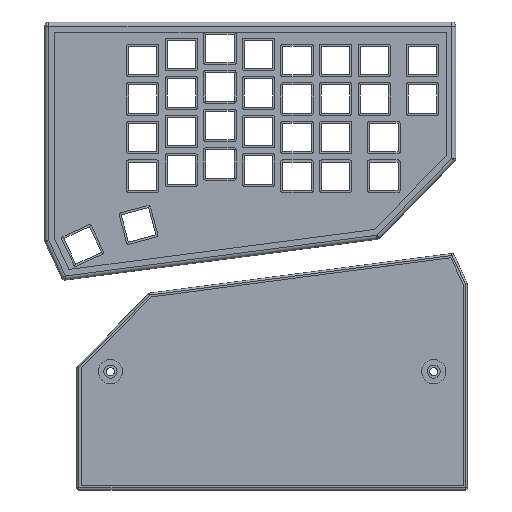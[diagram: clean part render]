
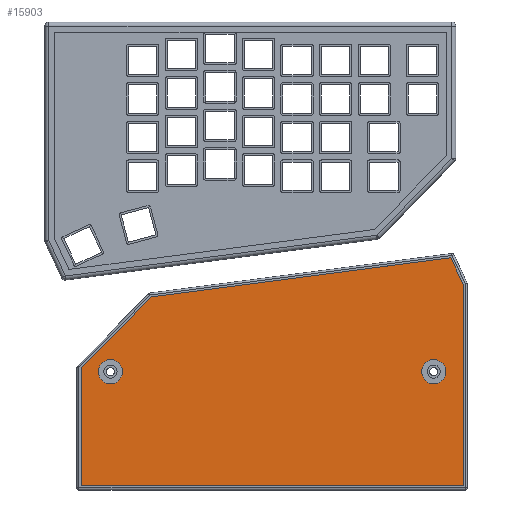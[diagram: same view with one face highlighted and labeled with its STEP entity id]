
A CAD part, top view. The second image highlights one B-rep face of the part: STEP entity #15903.
In plain terms, the highlighted planar face has unit normal (0, 0, 1).
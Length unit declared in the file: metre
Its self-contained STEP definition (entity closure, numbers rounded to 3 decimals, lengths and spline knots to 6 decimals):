
#34=LINE('',#23898,#1752);
#38=LINE('',#23907,#1756);
#41=LINE('',#23913,#1759);
#44=LINE('',#23919,#1762);
#47=LINE('',#23925,#1765);
#50=LINE('',#23936,#1768);
#1752=VECTOR('',#19018,1.);
#1756=VECTOR('',#19024,1.);
#1759=VECTOR('',#19029,1.);
#1762=VECTOR('',#19034,1.);
#1765=VECTOR('',#19039,1.);
#1768=VECTOR('',#19050,1.);
#3581=PLANE('',#17386);
#4220=ORIENTED_EDGE('',*,*,#8864,.F.);
#4221=ORIENTED_EDGE('',*,*,#8868,.F.);
#4222=ORIENTED_EDGE('',*,*,#8871,.F.);
#4223=ORIENTED_EDGE('',*,*,#8874,.F.);
#4224=ORIENTED_EDGE('',*,*,#8877,.F.);
#4225=ORIENTED_EDGE('',*,*,#8882,.F.);
#4226=ORIENTED_EDGE('',*,*,#8881,.F.);
#4227=ORIENTED_EDGE('',*,*,#8885,.F.);
#8864=EDGE_CURVE('',#11214,#11215,#34,.T.);
#8868=EDGE_CURVE('',#11218,#11214,#38,.T.);
#8871=EDGE_CURVE('',#11220,#11218,#41,.T.);
#8874=EDGE_CURVE('',#11222,#11220,#44,.T.);
#8877=EDGE_CURVE('',#11224,#11222,#47,.T.);
#8881=EDGE_CURVE('',#11227,#11227,#12771,.T.);
#8882=EDGE_CURVE('',#11215,#11224,#50,.T.);
#8885=EDGE_CURVE('',#11229,#11229,#12773,.T.);
#11214=VERTEX_POINT('',#23899);
#11215=VERTEX_POINT('',#23900);
#11218=VERTEX_POINT('',#23908);
#11220=VERTEX_POINT('',#23914);
#11222=VERTEX_POINT('',#23920);
#11224=VERTEX_POINT('',#23926);
#11227=VERTEX_POINT('',#23934);
#11229=VERTEX_POINT('',#23942);
#12771=CIRCLE('',#17380,0.00325);
#12773=CIRCLE('',#17384,0.00325);
#13435=EDGE_LOOP('',(#4220,#4221,#4222,#4223,#4224,#4225));
#13436=EDGE_LOOP('',(#4226));
#13437=EDGE_LOOP('',(#4227));
#14525=FACE_BOUND('',#13435,.T.);
#14526=FACE_BOUND('',#13436,.T.);
#14527=FACE_BOUND('',#13437,.T.);
#15903=ADVANCED_FACE('',(#14525,#14526,#14527),#3581,.T.);
#17380=AXIS2_PLACEMENT_3D('',#23933,#19046,#19047);
#17384=AXIS2_PLACEMENT_3D('',#23941,#19056,#19057);
#17386=AXIS2_PLACEMENT_3D('',#23944,#19060,#19061);
#19018=DIRECTION('',(0.,1.,0.));
#19024=DIRECTION('',(-1.,0.,0.));
#19029=DIRECTION('',(0.,-1.,0.));
#19034=DIRECTION('',(0.423,-0.906,0.));
#19039=DIRECTION('',(0.992,0.13,0.));
#19046=DIRECTION('',(0.,0.,1.));
#19047=DIRECTION('',(1.,0.,0.));
#19050=DIRECTION('',(0.697,0.717,0.));
#19056=DIRECTION('',(0.,0.,1.));
#19057=DIRECTION('',(1.,0.,0.));
#19060=DIRECTION('',(0.,0.,1.));
#19061=DIRECTION('',(1.,0.,0.));
#23898=CARTESIAN_POINT('',(0.176259,-0.136341,-0.001));
#23899=CARTESIAN_POINT('',(0.176259,-0.165308,-0.001));
#23900=CARTESIAN_POINT('',(0.176259,-0.107375,-0.001));
#23907=CARTESIAN_POINT('',(0.270634,-0.165308,-0.001));
#23908=CARTESIAN_POINT('',(0.365009,-0.165308,-0.001));
#23913=CARTESIAN_POINT('',(0.365009,-0.11553,-0.001));
#23914=CARTESIAN_POINT('',(0.365009,-0.065751,-0.001));
#23919=CARTESIAN_POINT('',(0.361944,-0.059179,-0.001));
#23920=CARTESIAN_POINT('',(0.35888,-0.052606,-0.001));
#23925=CARTESIAN_POINT('',(0.28478,-0.062306,-0.001));
#23926=CARTESIAN_POINT('',(0.21068,-0.072006,-0.001));
#23933=CARTESIAN_POINT('',(0.190809,-0.10887,-0.001));
#23934=CARTESIAN_POINT('',(0.194059,-0.10887,-0.001));
#23936=CARTESIAN_POINT('',(0.193469,-0.08969,-0.001));
#23941=CARTESIAN_POINT('',(0.350459,-0.10887,-0.001));
#23942=CARTESIAN_POINT('',(0.353709,-0.10887,-0.001));
#23944=CARTESIAN_POINT('',(0.270634,-0.10887,-0.001));
